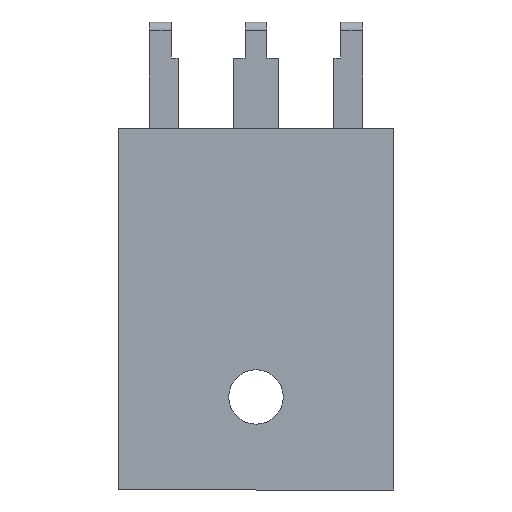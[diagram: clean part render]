
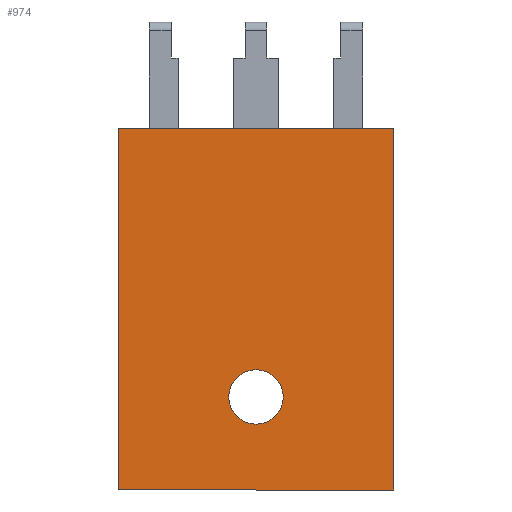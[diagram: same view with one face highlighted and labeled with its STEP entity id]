
A CAD part, front view. The second image highlights one B-rep face of the part: STEP entity #974.
In plain terms, the highlighted planar face has unit normal (0, -1, 0).
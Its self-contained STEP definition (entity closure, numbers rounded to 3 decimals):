
#33 = LINE ( 'NONE', #2438, #1728 ) ;
#50 = EDGE_CURVE ( 'NONE', #285, #2430, #1606, .T. ) ;
#61 = LINE ( 'NONE', #1803, #2013 ) ;
#104 = CARTESIAN_POINT ( 'NONE',  ( 0., 0., -6.55 ) ) ;
#165 = EDGE_LOOP ( 'NONE', ( #1113, #1905, #502, #1487 ) ) ;
#174 = ORIENTED_EDGE ( 'NONE', *, *, #616, .T. ) ;
#211 = CARTESIAN_POINT ( 'NONE',  ( 7.85, 0., 10.3 ) ) ;
#285 = VERTEX_POINT ( 'NONE', #104 ) ;
#294 = EDGE_CURVE ( 'NONE', #2336, #1679, #61, .T. ) ;
#334 = DIRECTION ( 'NONE',  ( 0., 0., -1. ) ) ;
#359 = DIRECTION ( 'NONE',  ( 0., 0., 1. ) ) ;
#375 = AXIS2_PLACEMENT_3D ( 'NONE', #2235, #1494, #359 ) ;
#502 = ORIENTED_EDGE ( 'NONE', *, *, #1025, .F. ) ;
#522 = EDGE_LOOP ( 'NONE', ( #1603, #174 ) ) ;
#583 = DIRECTION ( 'NONE',  ( 1., 0., 0. ) ) ;
#616 = EDGE_CURVE ( 'NONE', #2430, #285, #1357, .T. ) ;
#700 = CARTESIAN_POINT ( 'NONE',  ( 0., 0., 0. ) ) ;
#719 = LINE ( 'NONE', #1880, #927 ) ;
#774 = CARTESIAN_POINT ( 'NONE',  ( 0., 0., -5. ) ) ;
#880 = DIRECTION ( 'NONE',  ( 0., 0., 1. ) ) ;
#907 = CARTESIAN_POINT ( 'NONE',  ( -7.85, 0., 10.3 ) ) ;
#927 = VECTOR ( 'NONE', #583, 1000. ) ;
#974 = ADVANCED_FACE ( 'NONE', ( #1247, #1067 ), #1832, .F. ) ;
#1025 = EDGE_CURVE ( 'NONE', #2229, #1212, #1125, .T. ) ;
#1067 = FACE_BOUND ( 'NONE', #522, .T. ) ;
#1092 = CARTESIAN_POINT ( 'NONE',  ( 7.85, 0., 10.3 ) ) ;
#1107 = CARTESIAN_POINT ( 'NONE',  ( 0., 0., -3.45 ) ) ;
#1113 = ORIENTED_EDGE ( 'NONE', *, *, #294, .F. ) ;
#1123 = AXIS2_PLACEMENT_3D ( 'NONE', #774, #1673, #1496 ) ;
#1125 = LINE ( 'NONE', #1092, #2183 ) ;
#1212 = VERTEX_POINT ( 'NONE', #1502 ) ;
#1247 = FACE_OUTER_BOUND ( 'NONE', #165, .T. ) ;
#1357 = CIRCLE ( 'NONE', #375, 1.55 ) ;
#1487 = ORIENTED_EDGE ( 'NONE', *, *, #1772, .F. ) ;
#1494 = DIRECTION ( 'NONE',  ( 0., 1., 0. ) ) ;
#1496 = DIRECTION ( 'NONE',  ( 0., 0., 1. ) ) ;
#1502 = CARTESIAN_POINT ( 'NONE',  ( 7.85, 0., -10.3 ) ) ;
#1603 = ORIENTED_EDGE ( 'NONE', *, *, #50, .T. ) ;
#1606 = CIRCLE ( 'NONE', #1123, 1.55 ) ;
#1650 = AXIS2_PLACEMENT_3D ( 'NONE', #700, #1841, #880 ) ;
#1673 = DIRECTION ( 'NONE',  ( 0., 1., 0. ) ) ;
#1679 = VERTEX_POINT ( 'NONE', #907 ) ;
#1728 = VECTOR ( 'NONE', #2104, 1000. ) ;
#1772 = EDGE_CURVE ( 'NONE', #1679, #2229, #719, .T. ) ;
#1803 = CARTESIAN_POINT ( 'NONE',  ( -7.85, 0., 10.3 ) ) ;
#1832 = PLANE ( 'NONE',  #1650 ) ;
#1841 = DIRECTION ( 'NONE',  ( 0., 1., 0. ) ) ;
#1880 = CARTESIAN_POINT ( 'NONE',  ( 7.85, 0., 10.3 ) ) ;
#1905 = ORIENTED_EDGE ( 'NONE', *, *, #2192, .F. ) ;
#1973 = DIRECTION ( 'NONE',  ( 0., 0., 1. ) ) ;
#2013 = VECTOR ( 'NONE', #1973, 1000. ) ;
#2104 = DIRECTION ( 'NONE',  ( -1., 0., 0. ) ) ;
#2183 = VECTOR ( 'NONE', #334, 1000. ) ;
#2192 = EDGE_CURVE ( 'NONE', #1212, #2336, #33, .T. ) ;
#2229 = VERTEX_POINT ( 'NONE', #211 ) ;
#2235 = CARTESIAN_POINT ( 'NONE',  ( 0., 0., -5. ) ) ;
#2331 = CARTESIAN_POINT ( 'NONE',  ( -7.85, 0., -10.3 ) ) ;
#2336 = VERTEX_POINT ( 'NONE', #2331 ) ;
#2430 = VERTEX_POINT ( 'NONE', #1107 ) ;
#2438 = CARTESIAN_POINT ( 'NONE',  ( 7.85, 0., -10.3 ) ) ;
